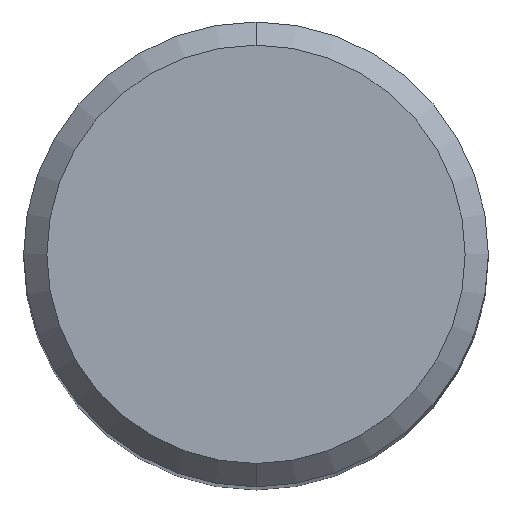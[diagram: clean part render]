
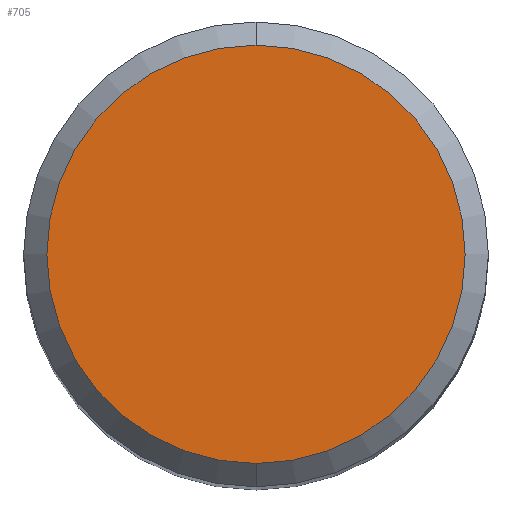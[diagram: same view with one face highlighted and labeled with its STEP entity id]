
A CAD part, top view. The second image highlights one B-rep face of the part: STEP entity #705.
In plain terms, the highlighted planar face has unit normal (0, 0, 1).
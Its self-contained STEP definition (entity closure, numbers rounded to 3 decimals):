
#411=VERTEX_POINT('',#1053);
#557=EDGE_CURVE('',#815,#411,#1213,.T.);
#705=ADVANCED_FACE('',(#1372),#1373,.T.);
#715=EDGE_CURVE('',#411,#815,#1384,.T.);
#815=VERTEX_POINT('',#1493);
#1053=CARTESIAN_POINT('',(0.0,4.5,0.0));
#1213=CIRCLE('',#3634,4.5);
#1372=FACE_OUTER_BOUND('',#4061,.T.);
#1373=PLANE('',#4062);
#1384=CIRCLE('',#4100,4.5);
#1493=CARTESIAN_POINT('',(0.,-4.5,0.0));
#3634=AXIS2_PLACEMENT_3D('',#7840,#7841,#7842);
#4061=EDGE_LOOP('',(#7999,#8000));
#4062=AXIS2_PLACEMENT_3D('',#8001,#8002,#8003);
#4100=AXIS2_PLACEMENT_3D('',#8012,#8013,#8014);
#7840=CARTESIAN_POINT('',(0.0,0.0,0.0));
#7841=DIRECTION('',(0.0,0.0,-1.0));
#7842=DIRECTION('',(0.0,1.0,0.0));
#7999=ORIENTED_EDGE('',*,*,#715,.F.);
#8000=ORIENTED_EDGE('',*,*,#557,.F.);
#8001=CARTESIAN_POINT('',(0.0,2.25,0.0));
#8002=DIRECTION('',(-0.0,0.0,1.0));
#8003=DIRECTION('',(0.0,-1.0,0.0));
#8012=CARTESIAN_POINT('',(0.0,0.0,0.0));
#8013=DIRECTION('',(0.0,0.0,-1.0));
#8014=DIRECTION('',(0.0,1.0,0.0));
